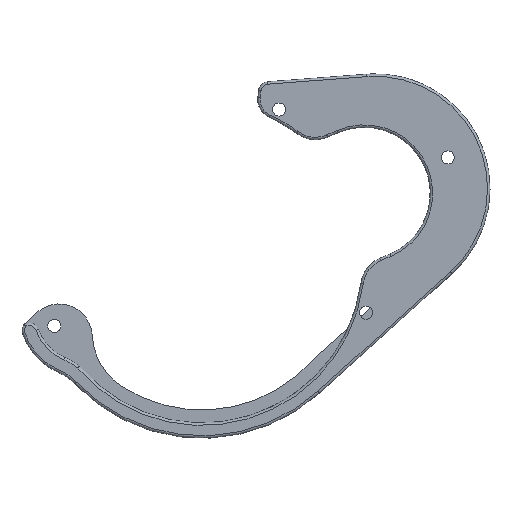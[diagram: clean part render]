
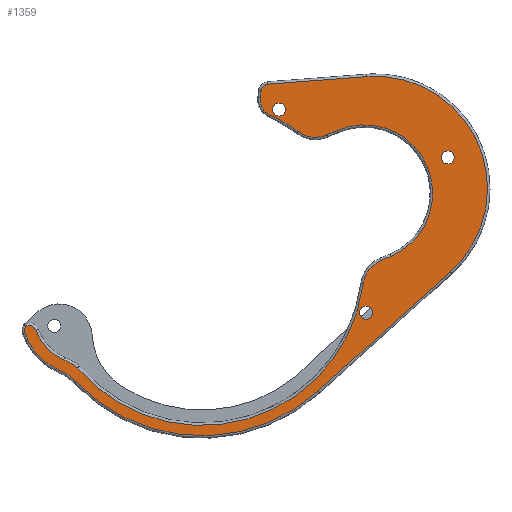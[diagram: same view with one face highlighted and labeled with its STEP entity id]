
A CAD part, front view. The second image highlights one B-rep face of the part: STEP entity #1359.
In plain terms, the highlighted planar face has unit normal (0, -1, 0).
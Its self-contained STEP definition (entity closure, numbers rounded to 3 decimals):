
#16=FACE_BOUND('',#217,.T.);
#17=FACE_BOUND('',#218,.T.);
#18=FACE_BOUND('',#219,.T.);
#28=PLANE('',#1540);
#130=FACE_OUTER_BOUND('',#216,.T.);
#216=EDGE_LOOP('',(#1104,#1105,#1106,#1107,#1108,#1109,#1110,#1111,#1112,
#1113,#1114,#1115,#1116,#1117,#1118,#1119,#1120,#1121,#1122,#1123));
#217=EDGE_LOOP('',(#1124));
#218=EDGE_LOOP('',(#1125));
#219=EDGE_LOOP('',(#1126));
#317=CIRCLE('',#1461,19.25);
#318=CIRCLE('',#1463,50.05);
#323=CIRCLE('',#1469,8.95);
#327=CIRCLE('',#1475,21.05);
#331=CIRCLE('',#1481,8.95);
#334=CIRCLE('',#1485,50.05);
#337=CIRCLE('',#1489,5.25);
#341=CIRCLE('',#1495,2.25);
#345=CIRCLE('',#1501,34.497);
#349=CIRCLE('',#1507,53.25);
#352=CIRCLE('',#1511,15.75);
#355=CIRCLE('',#1515,18.911);
#357=CIRCLE('',#1518,2.25);
#359=CIRCLE('',#1521,15.411);
#361=CIRCLE('',#1524,2.25);
#367=CIRCLE('',#1541,2.);
#368=CIRCLE('',#1542,2.);
#369=CIRCLE('',#1543,2.);
#405=LINE('',#2537,#472);
#407=LINE('',#2549,#474);
#409=LINE('',#2573,#476);
#411=LINE('',#2585,#478);
#413=LINE('',#2597,#480);
#472=VECTOR('',#1776,10.);
#474=VECTOR('',#1790,10.);
#476=VECTOR('',#1820,10.);
#478=VECTOR('',#1834,10.);
#480=VECTOR('',#1848,10.);
#576=VERTEX_POINT('',#2504);
#577=VERTEX_POINT('',#2506);
#578=VERTEX_POINT('',#2521);
#580=VERTEX_POINT('',#2527);
#582=VERTEX_POINT('',#2533);
#584=VERTEX_POINT('',#2539);
#586=VERTEX_POINT('',#2545);
#588=VERTEX_POINT('',#2551);
#590=VERTEX_POINT('',#2557);
#592=VERTEX_POINT('',#2563);
#594=VERTEX_POINT('',#2569);
#596=VERTEX_POINT('',#2575);
#598=VERTEX_POINT('',#2581);
#600=VERTEX_POINT('',#2587);
#602=VERTEX_POINT('',#2593);
#604=VERTEX_POINT('',#2599);
#606=VERTEX_POINT('',#2605);
#608=VERTEX_POINT('',#2611);
#611=VERTEX_POINT('',#2619);
#613=VERTEX_POINT('',#2637);
#619=VERTEX_POINT('',#2676);
#620=VERTEX_POINT('',#2678);
#621=VERTEX_POINT('',#2680);
#727=EDGE_CURVE('',#576,#577,#317,.T.);
#729=EDGE_CURVE('',#577,#578,#318,.T.);
#734=EDGE_CURVE('',#578,#580,#323,.T.);
#737=EDGE_CURVE('',#580,#582,#405,.T.);
#740=EDGE_CURVE('',#582,#584,#327,.T.);
#743=EDGE_CURVE('',#584,#586,#407,.T.);
#746=EDGE_CURVE('',#586,#588,#331,.T.);
#749=EDGE_CURVE('',#588,#590,#334,.T.);
#752=EDGE_CURVE('',#590,#592,#337,.T.);
#755=EDGE_CURVE('',#592,#594,#409,.T.);
#758=EDGE_CURVE('',#594,#596,#341,.T.);
#761=EDGE_CURVE('',#596,#598,#411,.T.);
#764=EDGE_CURVE('',#598,#600,#345,.T.);
#767=EDGE_CURVE('',#600,#602,#413,.T.);
#770=EDGE_CURVE('',#602,#604,#349,.T.);
#773=EDGE_CURVE('',#604,#606,#352,.T.);
#776=EDGE_CURVE('',#606,#608,#355,.T.);
#778=EDGE_CURVE('',#608,#611,#357,.T.);
#781=EDGE_CURVE('',#613,#576,#359,.T.);
#783=EDGE_CURVE('',#611,#613,#361,.T.);
#801=EDGE_CURVE('',#619,#619,#367,.T.);
#802=EDGE_CURVE('',#620,#620,#368,.T.);
#803=EDGE_CURVE('',#621,#621,#369,.T.);
#1104=ORIENTED_EDGE('',*,*,#727,.F.);
#1105=ORIENTED_EDGE('',*,*,#781,.F.);
#1106=ORIENTED_EDGE('',*,*,#783,.F.);
#1107=ORIENTED_EDGE('',*,*,#778,.F.);
#1108=ORIENTED_EDGE('',*,*,#776,.F.);
#1109=ORIENTED_EDGE('',*,*,#773,.F.);
#1110=ORIENTED_EDGE('',*,*,#770,.F.);
#1111=ORIENTED_EDGE('',*,*,#767,.F.);
#1112=ORIENTED_EDGE('',*,*,#764,.F.);
#1113=ORIENTED_EDGE('',*,*,#761,.F.);
#1114=ORIENTED_EDGE('',*,*,#758,.F.);
#1115=ORIENTED_EDGE('',*,*,#755,.F.);
#1116=ORIENTED_EDGE('',*,*,#752,.F.);
#1117=ORIENTED_EDGE('',*,*,#749,.F.);
#1118=ORIENTED_EDGE('',*,*,#746,.F.);
#1119=ORIENTED_EDGE('',*,*,#743,.F.);
#1120=ORIENTED_EDGE('',*,*,#740,.F.);
#1121=ORIENTED_EDGE('',*,*,#737,.F.);
#1122=ORIENTED_EDGE('',*,*,#734,.F.);
#1123=ORIENTED_EDGE('',*,*,#729,.F.);
#1124=ORIENTED_EDGE('',*,*,#801,.F.);
#1125=ORIENTED_EDGE('',*,*,#802,.F.);
#1126=ORIENTED_EDGE('',*,*,#803,.F.);
#1359=ADVANCED_FACE('',(#130,#16,#17,#18),#28,.F.);
#1461=AXIS2_PLACEMENT_3D('',#2507,#1753,#1754);
#1463=AXIS2_PLACEMENT_3D('',#2522,#1757,#1758);
#1469=AXIS2_PLACEMENT_3D('',#2531,#1769,#1770);
#1475=AXIS2_PLACEMENT_3D('',#2543,#1783,#1784);
#1481=AXIS2_PLACEMENT_3D('',#2555,#1797,#1798);
#1485=AXIS2_PLACEMENT_3D('',#2561,#1805,#1806);
#1489=AXIS2_PLACEMENT_3D('',#2567,#1813,#1814);
#1495=AXIS2_PLACEMENT_3D('',#2579,#1827,#1828);
#1501=AXIS2_PLACEMENT_3D('',#2591,#1841,#1842);
#1507=AXIS2_PLACEMENT_3D('',#2603,#1855,#1856);
#1511=AXIS2_PLACEMENT_3D('',#2609,#1863,#1864);
#1515=AXIS2_PLACEMENT_3D('',#2615,#1871,#1872);
#1518=AXIS2_PLACEMENT_3D('',#2620,#1877,#1878);
#1521=AXIS2_PLACEMENT_3D('',#2639,#1883,#1884);
#1524=AXIS2_PLACEMENT_3D('',#2642,#1889,#1890);
#1540=AXIS2_PLACEMENT_3D('',#2675,#1933,#1934);
#1541=AXIS2_PLACEMENT_3D('',#2677,#1935,#1936);
#1542=AXIS2_PLACEMENT_3D('',#2679,#1937,#1938);
#1543=AXIS2_PLACEMENT_3D('',#2681,#1939,#1940);
#1753=DIRECTION('center_axis',(0.,1.,0.));
#1754=DIRECTION('ref_axis',(0.507,0.,0.862));
#1757=DIRECTION('center_axis',(0.,-1.,0.));
#1758=DIRECTION('ref_axis',(0.282,0.,-0.959));
#1769=DIRECTION('center_axis',(0.,1.,0.));
#1770=DIRECTION('ref_axis',(-0.798,0.,0.603));
#1776=DIRECTION('',(0.919,0.,0.394));
#1783=DIRECTION('center_axis',(0.,-1.,0.));
#1784=DIRECTION('ref_axis',(0.919,0.,0.394));
#1790=DIRECTION('',(-0.919,0.,-0.394));
#1797=DIRECTION('center_axis',(0.,1.,0.));
#1798=DIRECTION('ref_axis',(-0.114,0.,-0.993));
#1805=DIRECTION('center_axis',(0.,-1.,0.));
#1806=DIRECTION('ref_axis',(0.508,0.,0.862));
#1813=DIRECTION('center_axis',(0.,1.,0.));
#1814=DIRECTION('ref_axis',(-0.872,0.,-0.489));
#1820=DIRECTION('',(0.117,0.,0.993));
#1827=DIRECTION('center_axis',(0.,1.,0.));
#1828=DIRECTION('ref_axis',(-0.692,0.,0.722));
#1834=DIRECTION('',(0.997,0.,0.076));
#1841=DIRECTION('center_axis',(0.,1.,0.));
#1842=DIRECTION('ref_axis',(0.919,0.,0.394));
#1848=DIRECTION('',(-0.743,0.,-0.669));
#1855=DIRECTION('center_axis',(0.,1.,0.));
#1856=DIRECTION('ref_axis',(-0.038,0.,-0.999));
#1863=DIRECTION('center_axis',(0.,-1.,0.));
#1864=DIRECTION('ref_axis',(0.568,0.,0.823));
#1871=DIRECTION('center_axis',(0.,1.,0.));
#1872=DIRECTION('ref_axis',(-0.736,0.,-0.677));
#1877=DIRECTION('center_axis',(0.,1.,0.));
#1878=DIRECTION('ref_axis',(-0.986,0.,0.165));
#1883=DIRECTION('center_axis',(0.,-1.,0.));
#1884=DIRECTION('ref_axis',(-0.727,0.,-0.686));
#1889=DIRECTION('center_axis',(0.,1.,0.));
#1890=DIRECTION('ref_axis',(0.33,0.,0.944));
#1933=DIRECTION('center_axis',(0.,1.,0.));
#1934=DIRECTION('ref_axis',(-1.,0.,0.));
#1935=DIRECTION('center_axis',(0.,-1.,0.));
#1936=DIRECTION('ref_axis',(-1.,0.,0.));
#1937=DIRECTION('center_axis',(0.,-1.,0.));
#1938=DIRECTION('ref_axis',(-1.,0.,0.));
#1939=DIRECTION('center_axis',(0.,-1.,0.));
#1940=DIRECTION('ref_axis',(-1.,0.,0.));
#2504=CARTESIAN_POINT('',(387.677,-137.5,-65.418));
#2506=CARTESIAN_POINT('',(391.997,-137.5,-67.946));
#2507=CARTESIAN_POINT('Origin',(380.196,-137.5,-83.155));
#2521=CARTESIAN_POINT('',(479.813,-137.5,-42.019));
#2522=CARTESIAN_POINT('Origin',(430.178,-137.5,-35.586));
#2527=CARTESIAN_POINT('',(485.166,-137.5,-34.942));
#2531=CARTESIAN_POINT('Origin',(488.689,-137.5,-43.169));
#2533=CARTESIAN_POINT('',(488.4,-137.5,-33.557));
#2537=CARTESIAN_POINT('',(469.044,-137.5,-41.844));
#2539=CARTESIAN_POINT('',(471.83,-137.5,5.145));
#2543=CARTESIAN_POINT('Origin',(480.115,-137.5,-14.206));
#2545=CARTESIAN_POINT('',(468.596,-137.5,3.76));
#2549=CARTESIAN_POINT('',(454.091,-137.5,-2.45));
#2551=CARTESIAN_POINT('',(459.78,-137.5,4.771));
#2555=CARTESIAN_POINT('Origin',(465.074,-137.5,11.988));
#2557=CARTESIAN_POINT('',(451.144,-137.5,9.86));
#2561=CARTESIAN_POINT('Origin',(430.178,-137.5,-35.586));
#2563=CARTESIAN_POINT('',(448.13,-137.5,15.241));
#2567=CARTESIAN_POINT('Origin',(453.344,-137.5,14.628));
#2569=CARTESIAN_POINT('',(448.38,-137.5,17.373));
#2573=CARTESIAN_POINT('',(447.132,-137.5,6.76));
#2575=CARTESIAN_POINT('',(450.445,-137.5,19.354));
#2579=CARTESIAN_POINT('Origin',(450.615,-137.5,17.111));
#2581=CARTESIAN_POINT('',(480.956,-137.5,21.669));
#2585=CARTESIAN_POINT('',(461.699,-137.5,20.208));
#2587=CARTESIAN_POINT('',(506.656,-137.5,-38.358));
#2591=CARTESIAN_POINT('Origin',(483.565,-137.5,-12.729));
#2593=CARTESIAN_POINT('',(465.821,-137.5,-75.148));
#2597=CARTESIAN_POINT('',(470.811,-137.5,-70.653));
#2599=CARTESIAN_POINT('',(391.605,-137.5,-72.297));
#2603=CARTESIAN_POINT('Origin',(430.178,-137.5,-35.586));
#2605=CARTESIAN_POINT('',(386.317,-137.5,-68.643));
#2609=CARTESIAN_POINT('Origin',(380.196,-137.5,-83.155));
#2611=CARTESIAN_POINT('',(375.69,-137.5,-57.092));
#2615=CARTESIAN_POINT('Origin',(393.666,-137.5,-51.219));
#2619=CARTESIAN_POINT('',(375.953,-137.5,-55.151));
#2620=CARTESIAN_POINT('Origin',(377.829,-137.5,-56.393));
#2637=CARTESIAN_POINT('',(379.144,-137.5,-56.377));
#2639=CARTESIAN_POINT('Origin',(393.666,-137.5,-51.219));
#2642=CARTESIAN_POINT('Origin',(377.024,-137.5,-57.13));
#2675=CARTESIAN_POINT('Origin',(446.409,-137.5,-33.534));
#2676=CARTESIAN_POINT('',(482.671,-137.5,-50.954));
#2677=CARTESIAN_POINT('Origin',(480.671,-137.5,-50.954));
#2678=CARTESIAN_POINT('',(507.855,-137.5,-3.186));
#2679=CARTESIAN_POINT('Origin',(505.855,-137.5,-3.186));
#2680=CARTESIAN_POINT('',(455.907,-137.5,11.558));
#2681=CARTESIAN_POINT('Origin',(453.907,-137.5,11.558));
